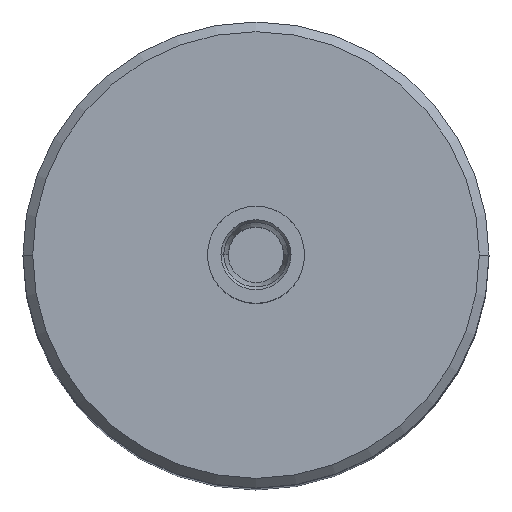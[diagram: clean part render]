
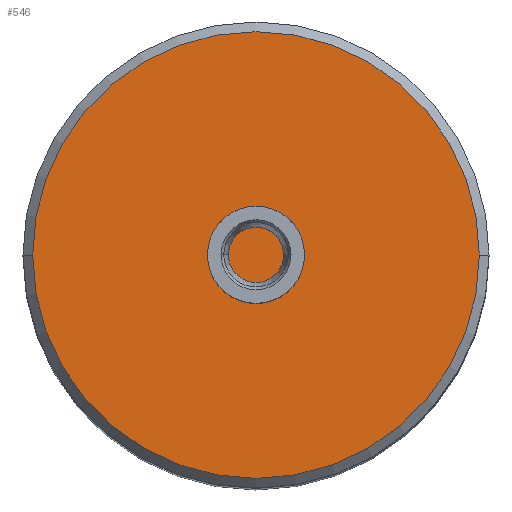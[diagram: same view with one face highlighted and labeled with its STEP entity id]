
A CAD part, top view. The second image highlights one B-rep face of the part: STEP entity #546.
In plain terms, the highlighted planar face has unit normal (0, 0, 1).
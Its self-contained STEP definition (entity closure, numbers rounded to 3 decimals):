
#79 = DIRECTION ( 'NONE',  ( 0., 0., 1. ) ) ;
#255 = AXIS2_PLACEMENT_3D ( 'NONE', #320, #612, #817 ) ;
#320 = CARTESIAN_POINT ( 'NONE',  ( 0., 0., 10. ) ) ;
#437 = AXIS2_PLACEMENT_3D ( 'NONE', #614, #718, #712 ) ;
#546 = ADVANCED_FACE ( 'NONE', ( #1120 ), #1202, .T. ) ;
#549 = EDGE_CURVE ( 'NONE', #1118, #732, #1060, .T. ) ;
#567 = DIRECTION ( 'NONE',  ( 1., 0., 0. ) ) ;
#569 = EDGE_LOOP ( 'NONE', ( #625, #1117 ) ) ;
#612 = DIRECTION ( 'NONE',  ( 0., 0., 1. ) ) ;
#614 = CARTESIAN_POINT ( 'NONE',  ( 0., 0., 10. ) ) ;
#625 = ORIENTED_EDGE ( 'NONE', *, *, #1228, .T. ) ;
#708 = CARTESIAN_POINT ( 'NONE',  ( 23., 0., 10. ) ) ;
#712 = DIRECTION ( 'NONE',  ( 1., 0., 0. ) ) ;
#718 = DIRECTION ( 'NONE',  ( 0., 0., 1. ) ) ;
#732 = VERTEX_POINT ( 'NONE', #1035 ) ;
#817 = DIRECTION ( 'NONE',  ( 1., 0., 0. ) ) ;
#1035 = CARTESIAN_POINT ( 'NONE',  ( -23., 0., 10. ) ) ;
#1050 = CARTESIAN_POINT ( 'NONE',  ( 0., 0., 10. ) ) ;
#1060 = CIRCLE ( 'NONE', #255, 23. ) ;
#1103 = AXIS2_PLACEMENT_3D ( 'NONE', #1050, #79, #567 ) ;
#1117 = ORIENTED_EDGE ( 'NONE', *, *, #549, .T. ) ;
#1118 = VERTEX_POINT ( 'NONE', #708 ) ;
#1120 = FACE_OUTER_BOUND ( 'NONE', #569, .T. ) ;
#1202 = PLANE ( 'NONE',  #437 ) ;
#1223 = CIRCLE ( 'NONE', #1103, 23. ) ;
#1228 = EDGE_CURVE ( 'NONE', #732, #1118, #1223, .T. ) ;
